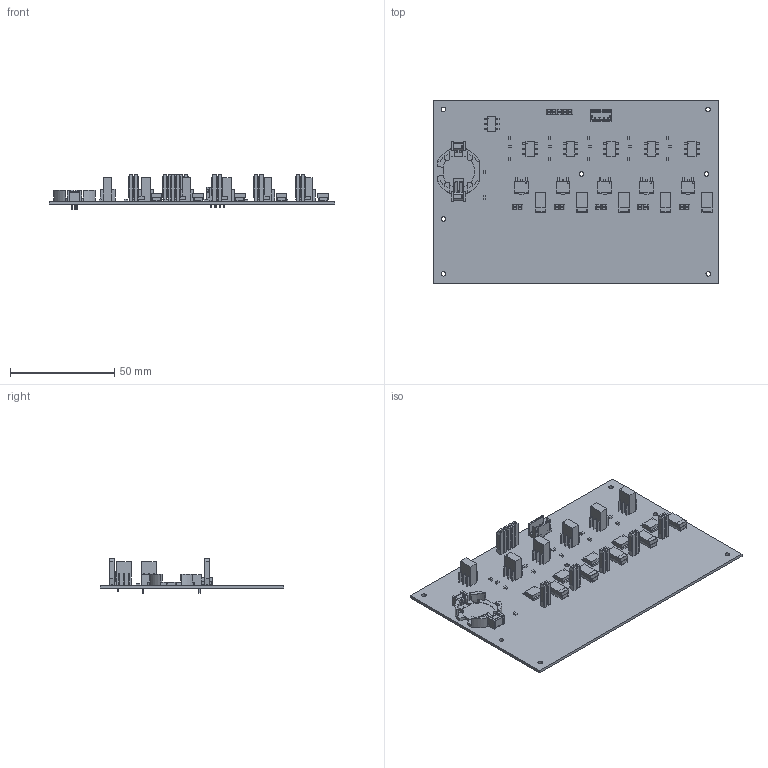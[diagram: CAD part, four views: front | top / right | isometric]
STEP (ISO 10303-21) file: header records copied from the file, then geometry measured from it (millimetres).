
FILE_DESCRIPTION(('Open CASCADE Model'),'2;1');
FILE_NAME('Open CASCADE Shape Model','2022-03-27T00:21:08',('Author'),( 'Open CASCADE'),'Open CASCADE STEP processor 6.8','Open CASCADE 6.8' ,'Unknown');
FILE_SCHEMA(('AUTOMOTIVE_DESIGN { 1 0 10303 214 1 1 1 1 }'));
Length unit declared in the file: millimetre
Products named in the file (56): PCB; Board; Battery; 292132-4; 721054376; Extruded; BT; BU2032-1-HD-G--3DModel-STEP-1; SW6; 721051928; SW5; SW4; SW3; SW2; SW1; J6; 644599760; J5; J4; J3; J2; J1; 644602320; F5; 807986528; F4; F3; F2; R17; 721054512; R16; R15; R14; R13; R12; R10; R8; R7; 721048392; R6 ...
Assembly tree (87 placements, depth 4):
  PCB
    Board
    Battery
      292132-4
      721054376
        Extruded
    BT
      BU2032-1-HD-G--3DModel-STEP-1
    SW6
      721051928
    SW5
      721051928
    SW4
      721051928
    SW3
      721051928
    SW2
      721051928
    SW1
      721051928
    J6
      644599760
    J5
      644599760
    J4
      644599760
    J3
      644599760
    J2
      644599760
    J1
      644602320
    F5
      807986528
    F4
      807986528
    F3
      807986528
    F2
      807986528
    R17
      721054512
        Extruded
    R16
      721054512
        Extruded
    R15
      721054512
        Extruded
    R14
      721054512
        Extruded
    R13
      721054512
        Extruded
    R12
      721054512
        Extruded
    R10
      721054512
Bounding box: 137.03 x 88.14 x 16.55 mm (x, y, z)
Volume: 21781.6 mm3; surface area: 34114.1 mm2
Topology: 157 solids, 157 shells, 1817 faces, 4135 edges, 2628 vertices
Faces by surface type: plane 1638, cylinder 171, sphere 4, cone 4
Full cylindrical faces by diameter (mm): 0.203 x6, 0.326 x5, 0.864 x4, 0.889 x15, 1 x3, 2.2 x7
Entity records: 27034 total; most frequent: CARTESIAN_POINT 4054, DIRECTION 3830, ORIENTED_EDGE 3736, EDGE_CURVE 1868, LINE 1554, VECTOR 1554, VERTEX_POINT 1178, AXIS2_PLACEMENT_3D 1138
